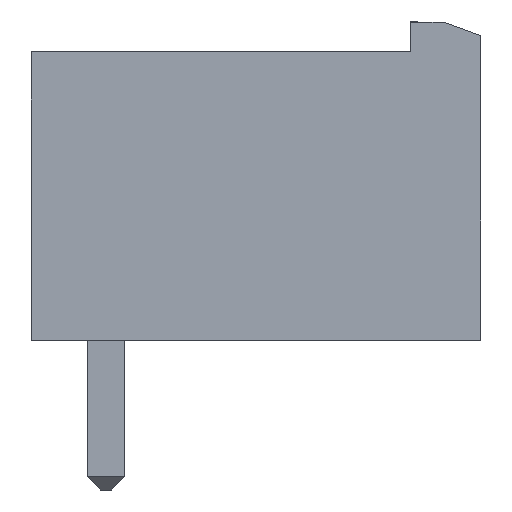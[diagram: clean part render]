
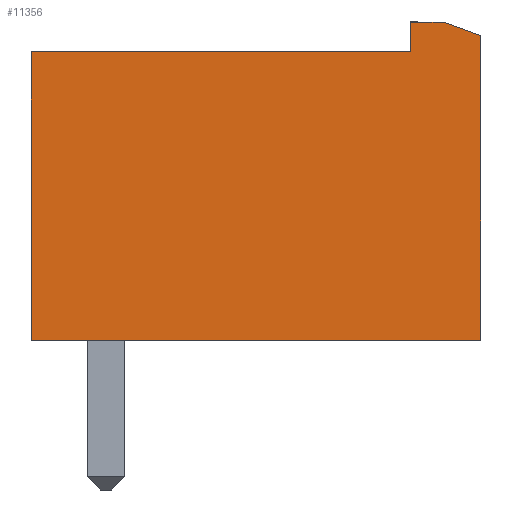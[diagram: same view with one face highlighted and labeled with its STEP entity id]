
A CAD part, left-side view. The second image highlights one B-rep face of the part: STEP entity #11356.
In plain terms, the highlighted planar face has unit normal (-1, 0, 0).
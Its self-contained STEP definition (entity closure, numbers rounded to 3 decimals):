
#558 = VERTEX_POINT ( 'NONE', #9441 ) ;
#1030 = VECTOR ( 'NONE', #37904, 1000. ) ;
#3774 = LINE ( 'NONE', #15613, #26271 ) ;
#4607 = CARTESIAN_POINT ( 'NONE',  ( -35.56, -3.03, 8.15 ) ) ;
#4867 = ORIENTED_EDGE ( 'NONE', *, *, #27170, .F. ) ;
#5107 = LINE ( 'NONE', #28805, #1030 ) ;
#6057 = ORIENTED_EDGE ( 'NONE', *, *, #37899, .T. ) ;
#6130 = AXIS2_PLACEMENT_3D ( 'NONE', #30943, #30749, #13069 ) ;
#6260 = DIRECTION ( 'NONE',  ( 0., 1., 0. ) ) ;
#6640 = CARTESIAN_POINT ( 'NONE',  ( -35.56, -4.9, 8.15 ) ) ;
#6914 = LINE ( 'NONE', #4607, #34881 ) ;
#7753 = ORIENTED_EDGE ( 'NONE', *, *, #18456, .T. ) ;
#7823 = CARTESIAN_POINT ( 'NONE',  ( -35.56, -3.03, 7.35 ) ) ;
#9140 = EDGE_LOOP ( 'NONE', ( #16109, #6057, #7753, #14755, #4867, #35576, #13032 ) ) ;
#9441 = CARTESIAN_POINT ( 'NONE',  ( -35.56, -4.9, -0.35 ) ) ;
#11251 = CARTESIAN_POINT ( 'NONE',  ( -35.56, -3.9, 8.15 ) ) ;
#11356 = ADVANCED_FACE ( 'NONE', ( #18716 ), #36727, .F. ) ;
#12032 = VERTEX_POINT ( 'NONE', #11251 ) ;
#12721 = VECTOR ( 'NONE', #19290, 1000. ) ;
#13032 = ORIENTED_EDGE ( 'NONE', *, *, #16706, .T. ) ;
#13069 = DIRECTION ( 'NONE',  ( 0., 1., 0. ) ) ;
#13072 = CARTESIAN_POINT ( 'NONE',  ( -35.56, -4.9, 7.786 ) ) ;
#13290 = CARTESIAN_POINT ( 'NONE',  ( -35.56, 7.1, -0.35 ) ) ;
#14755 = ORIENTED_EDGE ( 'NONE', *, *, #31286, .F. ) ;
#15492 = EDGE_CURVE ( 'NONE', #20397, #29174, #6914, .T. ) ;
#15613 = CARTESIAN_POINT ( 'NONE',  ( -35.56, -4.9, -0.35 ) ) ;
#16109 = ORIENTED_EDGE ( 'NONE', *, *, #15492, .T. ) ;
#16224 = DIRECTION ( 'NONE',  ( 0., 0., -1. ) ) ;
#16706 = EDGE_CURVE ( 'NONE', #12032, #20397, #24333, .T. ) ;
#17571 = LINE ( 'NONE', #20901, #20372 ) ;
#18456 = EDGE_CURVE ( 'NONE', #21508, #22954, #19744, .T. ) ;
#18716 = FACE_OUTER_BOUND ( 'NONE', #9140, .T. ) ;
#18811 = CARTESIAN_POINT ( 'NONE',  ( -35.56, -3.03, 8.15 ) ) ;
#19290 = DIRECTION ( 'NONE',  ( 0., 1., 0. ) ) ;
#19610 = VECTOR ( 'NONE', #16224, 1000. ) ;
#19744 = LINE ( 'NONE', #13290, #19610 ) ;
#20372 = VECTOR ( 'NONE', #32690, 1000. ) ;
#20397 = VERTEX_POINT ( 'NONE', #18811 ) ;
#20901 = CARTESIAN_POINT ( 'NONE',  ( -35.56, 7.1, 7.35 ) ) ;
#21508 = VERTEX_POINT ( 'NONE', #35163 ) ;
#22954 = VERTEX_POINT ( 'NONE', #35891 ) ;
#24333 = LINE ( 'NONE', #6640, #12721 ) ;
#26271 = VECTOR ( 'NONE', #6260, 1000. ) ;
#27170 = EDGE_CURVE ( 'NONE', #38086, #558, #28996, .T. ) ;
#28047 = EDGE_CURVE ( 'NONE', #38086, #12032, #5107, .T. ) ;
#28099 = DIRECTION ( 'NONE',  ( 0., 0., -1. ) ) ;
#28805 = CARTESIAN_POINT ( 'NONE',  ( -35.56, -4.9, 7.786 ) ) ;
#28996 = LINE ( 'NONE', #31332, #35647 ) ;
#29174 = VERTEX_POINT ( 'NONE', #7823 ) ;
#30749 = DIRECTION ( 'NONE',  ( 1., 0., 0. ) ) ;
#30943 = CARTESIAN_POINT ( 'NONE',  ( -35.56, -4.9, -0.35 ) ) ;
#31286 = EDGE_CURVE ( 'NONE', #558, #22954, #3774, .T. ) ;
#31332 = CARTESIAN_POINT ( 'NONE',  ( -35.56, -4.9, -0.35 ) ) ;
#31890 = DIRECTION ( 'NONE',  ( 0., 0., -1. ) ) ;
#32690 = DIRECTION ( 'NONE',  ( 0., 1., 0. ) ) ;
#34881 = VECTOR ( 'NONE', #28099, 1000. ) ;
#35163 = CARTESIAN_POINT ( 'NONE',  ( -35.56, 7.1, 7.35 ) ) ;
#35576 = ORIENTED_EDGE ( 'NONE', *, *, #28047, .T. ) ;
#35647 = VECTOR ( 'NONE', #31890, 1000. ) ;
#35891 = CARTESIAN_POINT ( 'NONE',  ( -35.56, 7.1, -0.35 ) ) ;
#36727 = PLANE ( 'NONE',  #6130 ) ;
#37899 = EDGE_CURVE ( 'NONE', #29174, #21508, #17571, .T. ) ;
#37904 = DIRECTION ( 'NONE',  ( 0., 0.94, 0.342 ) ) ;
#38086 = VERTEX_POINT ( 'NONE', #13072 ) ;
